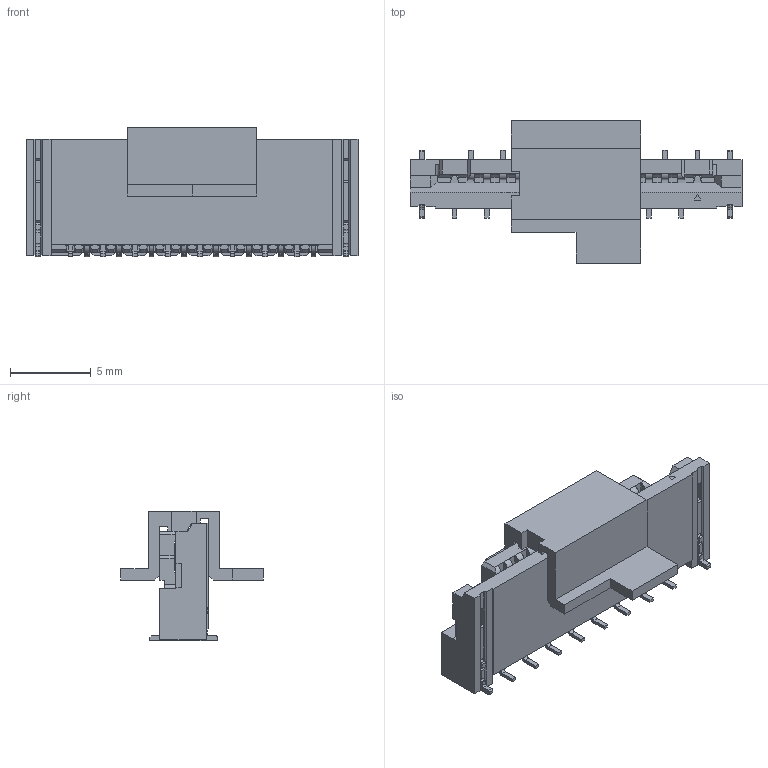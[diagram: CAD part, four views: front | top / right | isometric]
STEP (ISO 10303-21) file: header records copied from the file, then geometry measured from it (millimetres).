
FILE_DESCRIPTION (( 'STEP AP214' ), '1' );
FILE_NAME ('P960A01_16-pol 180° vertical Version with solder cap.step', '2020-01-10T12:51:28', ( '' ), ( '' ), 'SwSTEP 2.0', 'SolidWorks 2018', '' );
FILE_SCHEMA (( 'AUTOMOTIVE_DESIGN' ));
Length unit declared in the file: millimetre
Products named in the file (6): P946P04; P960P09; P960P08; P960A01_16-pol 180° vertical Version with solder cap; P960P50; P960P101
Assembly tree (20 placements, depth 2):
  P960A01_16-pol 180° vertical Version with solder cap
    P960P101
    P960P09  x8
    P960P08  x8
    P946P04  x2
    P960P50
Bounding box: 20.5 x 8.8 x 8 mm (x, y, z)
Volume: 370 mm3; surface area: 1445.3 mm2
Topology: 20 solids, 20 shells, 2146 faces, 5679 edges, 3544 vertices
Faces by surface type: plane 1709, cylinder 371, torus 64, sphere 2
Entity records: 33417 total; most frequent: CARTESIAN_POINT 5824, ORIENTED_EDGE 5726, DIRECTION 5167, EDGE_CURVE 2863, VECTOR 2605, LINE 2605, VERTEX_POINT 1830, AXIS2_PLACEMENT_3D 1281
